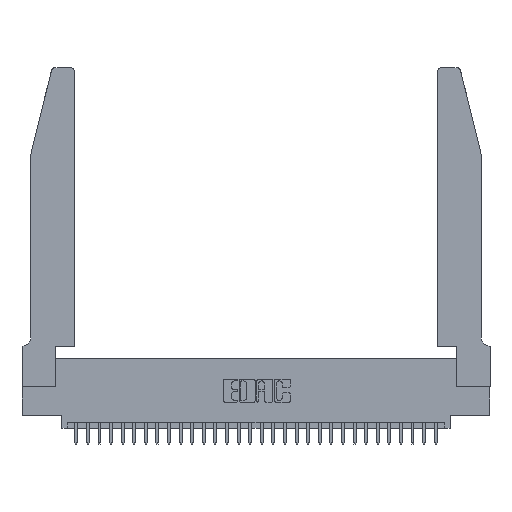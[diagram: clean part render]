
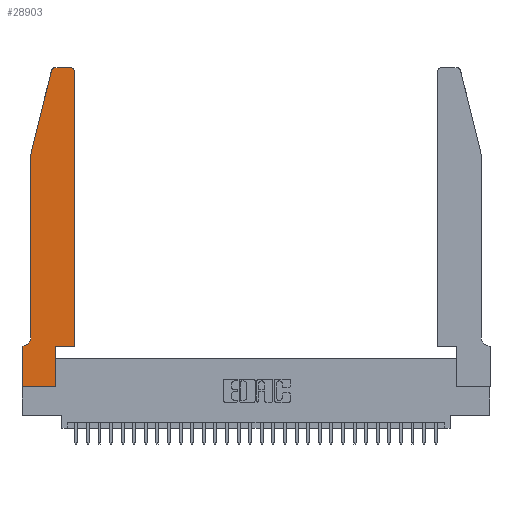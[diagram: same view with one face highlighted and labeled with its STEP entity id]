
A CAD part, top view. The second image highlights one B-rep face of the part: STEP entity #28903.
In plain terms, the highlighted planar face has unit normal (0, 0, 1).
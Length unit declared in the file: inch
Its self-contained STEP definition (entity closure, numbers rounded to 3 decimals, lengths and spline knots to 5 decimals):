
#419 = DIRECTION ( 'NONE',  ( 0., -1., 0. ) ) ;
#680 = VERTEX_POINT ( 'NONE', #18261 ) ;
#1128 = VERTEX_POINT ( 'NONE', #2964 ) ;
#1156 = CARTESIAN_POINT ( 'NONE',  ( 0.284, 2.75, 0.37 ) ) ;
#1862 = AXIS2_PLACEMENT_3D ( 'NONE', #30145, #27708, #3544 ) ;
#2020 = CARTESIAN_POINT ( 'NONE',  ( 0.4205, 2.75, 0.37 ) ) ;
#2109 = LINE ( 'NONE', #8359, #13829 ) ;
#2289 = VECTOR ( 'NONE', #4240, 39.37008 ) ;
#2413 = CARTESIAN_POINT ( 'NONE',  ( 0.4505, 0.35, 0.37 ) ) ;
#2452 = LINE ( 'NONE', #4331, #14529 ) ;
#2645 = VECTOR ( 'NONE', #419, 39.37008 ) ;
#2964 = CARTESIAN_POINT ( 'NONE',  ( 0., 0.35, 0.37 ) ) ;
#3395 = AXIS2_PLACEMENT_3D ( 'NONE', #11598, #23759, #30862 ) ;
#3544 = DIRECTION ( 'NONE',  ( 1., 0., 0. ) ) ;
#4166 = VERTEX_POINT ( 'NONE', #21674 ) ;
#4185 = VERTEX_POINT ( 'NONE', #2413 ) ;
#4220 = CIRCLE ( 'NONE', #29020, 0.03 ) ;
#4240 = DIRECTION ( 'NONE',  ( -1., 0., 0. ) ) ;
#4331 = CARTESIAN_POINT ( 'NONE',  ( 0.2865, 0.35, 0.37 ) ) ;
#4413 = LINE ( 'NONE', #30720, #18008 ) ;
#4551 = DIRECTION ( 'NONE',  ( 1., 0., 0. ) ) ;
#4868 = CARTESIAN_POINT ( 'NONE',  ( 0.284, 2.72, 0.37 ) ) ;
#5076 = ORIENTED_EDGE ( 'NONE', *, *, #31142, .T. ) ;
#5300 = LINE ( 'NONE', #9545, #10245 ) ;
#5351 = ORIENTED_EDGE ( 'NONE', *, *, #19288, .T. ) ;
#5716 = EDGE_CURVE ( 'NONE', #9903, #680, #2109, .T. ) ;
#6975 = DIRECTION ( 'NONE',  ( 1., 0., 0. ) ) ;
#7070 = DIRECTION ( 'NONE',  ( -1., 0., 0. ) ) ;
#7642 = VERTEX_POINT ( 'NONE', #2020 ) ;
#8359 = CARTESIAN_POINT ( 'NONE',  ( 0.0755, 2., 0.37 ) ) ;
#8573 = VERTEX_POINT ( 'NONE', #24161 ) ;
#9275 = ORIENTED_EDGE ( 'NONE', *, *, #21423, .T. ) ;
#9545 = CARTESIAN_POINT ( 'NONE',  ( 0., 0., 0.37 ) ) ;
#9741 = DIRECTION ( 'NONE',  ( 0., 0., 1. ) ) ;
#9790 = CARTESIAN_POINT ( 'NONE',  ( 0.4505, 2.72, 0.37 ) ) ;
#9903 = VERTEX_POINT ( 'NONE', #26615 ) ;
#10101 = CARTESIAN_POINT ( 'NONE',  ( 0., 0., 0.37 ) ) ;
#10142 = CARTESIAN_POINT ( 'NONE',  ( 0.0755, 0.35, 0.37 ) ) ;
#10245 = VECTOR ( 'NONE', #6975, 39.37008 ) ;
#10413 = VECTOR ( 'NONE', #27063, 39.37008 ) ;
#11012 = LINE ( 'NONE', #30844, #2289 ) ;
#11013 = VERTEX_POINT ( 'NONE', #9790 ) ;
#11598 = CARTESIAN_POINT ( 'NONE',  ( 0., 0.35, 0.37 ) ) ;
#11662 = DIRECTION ( 'NONE',  ( 0., 1., 0. ) ) ;
#12521 = ORIENTED_EDGE ( 'NONE', *, *, #19379, .T. ) ;
#13131 = LINE ( 'NONE', #10101, #16900 ) ;
#13675 = CARTESIAN_POINT ( 'NONE',  ( 0.2865, 0., 0.37 ) ) ;
#13829 = VECTOR ( 'NONE', #25303, 39.37008 ) ;
#14235 = CIRCLE ( 'NONE', #28807, 0.07 ) ;
#14529 = VECTOR ( 'NONE', #11662, 39.37008 ) ;
#14544 = EDGE_LOOP ( 'NONE', ( #14667, #29317, #28970, #12521, #9275, #28037, #15384, #5351, #20827, #16924, #23406, #5076 ) ) ;
#14667 = ORIENTED_EDGE ( 'NONE', *, *, #19064, .T. ) ;
#15384 = ORIENTED_EDGE ( 'NONE', *, *, #21102, .T. ) ;
#15505 = VERTEX_POINT ( 'NONE', #27797 ) ;
#16073 = LINE ( 'NONE', #22497, #26727 ) ;
#16134 = VERTEX_POINT ( 'NONE', #1156 ) ;
#16900 = VECTOR ( 'NONE', #24168, 39.37008 ) ;
#16924 = ORIENTED_EDGE ( 'NONE', *, *, #21697, .T. ) ;
#18008 = VECTOR ( 'NONE', #27980, 39.37008 ) ;
#18261 = CARTESIAN_POINT ( 'NONE',  ( 0.0755, 2., 0.37 ) ) ;
#19002 = DIRECTION ( 'NONE',  ( 0., 0., -1. ) ) ;
#19064 = EDGE_CURVE ( 'NONE', #7642, #16134, #11012, .T. ) ;
#19146 = PLANE ( 'NONE',  #3395 ) ;
#19288 = EDGE_CURVE ( 'NONE', #21879, #30610, #5300, .T. ) ;
#19379 = EDGE_CURVE ( 'NONE', #680, #4166, #23084, .T. ) ;
#20693 = CARTESIAN_POINT ( 'NONE',  ( 0., 0., 0.37 ) ) ;
#20827 = ORIENTED_EDGE ( 'NONE', *, *, #30874, .T. ) ;
#21102 = EDGE_CURVE ( 'NONE', #1128, #21879, #13131, .T. ) ;
#21378 = CIRCLE ( 'NONE', #1862, 0.03 ) ;
#21423 = EDGE_CURVE ( 'NONE', #4166, #8573, #14235, .T. ) ;
#21674 = CARTESIAN_POINT ( 'NONE',  ( 0.0755, 0.42, 0.37 ) ) ;
#21697 = EDGE_CURVE ( 'NONE', #15505, #4185, #16073, .T. ) ;
#21879 = VERTEX_POINT ( 'NONE', #20693 ) ;
#22299 = EDGE_CURVE ( 'NONE', #8573, #1128, #27079, .T. ) ;
#22497 = CARTESIAN_POINT ( 'NONE',  ( 0.4505, 0.35, 0.37 ) ) ;
#23084 = LINE ( 'NONE', #24252, #2645 ) ;
#23406 = ORIENTED_EDGE ( 'NONE', *, *, #24895, .T. ) ;
#23759 = DIRECTION ( 'NONE',  ( 0., 0., 1. ) ) ;
#24161 = CARTESIAN_POINT ( 'NONE',  ( 0.0055, 0.35, 0.37 ) ) ;
#24168 = DIRECTION ( 'NONE',  ( 0., -1., 0. ) ) ;
#24252 = CARTESIAN_POINT ( 'NONE',  ( 0.0755, 2., 0.37 ) ) ;
#24895 = EDGE_CURVE ( 'NONE', #4185, #11013, #4413, .T. ) ;
#24957 = DIRECTION ( 'NONE',  ( 1., 0., 0. ) ) ;
#25303 = DIRECTION ( 'NONE',  ( -0.239, -0.971, 0. ) ) ;
#26507 = FACE_OUTER_BOUND ( 'NONE', #14544, .T. ) ;
#26572 = CARTESIAN_POINT ( 'NONE',  ( 0.0055, 0.42, 0.37 ) ) ;
#26615 = CARTESIAN_POINT ( 'NONE',  ( 0.25487, 2.72718, 0.37 ) ) ;
#26727 = VECTOR ( 'NONE', #24957, 39.37008 ) ;
#27063 = DIRECTION ( 'NONE',  ( -1., 0., 0. ) ) ;
#27079 = LINE ( 'NONE', #10142, #10413 ) ;
#27607 = EDGE_CURVE ( 'NONE', #16134, #9903, #4220, .T. ) ;
#27708 = DIRECTION ( 'NONE',  ( 0., 0., 1. ) ) ;
#27797 = CARTESIAN_POINT ( 'NONE',  ( 0.2865, 0.35, 0.37 ) ) ;
#27980 = DIRECTION ( 'NONE',  ( 0., 1., 0. ) ) ;
#28037 = ORIENTED_EDGE ( 'NONE', *, *, #22299, .T. ) ;
#28807 = AXIS2_PLACEMENT_3D ( 'NONE', #26572, #19002, #7070 ) ;
#28903 = ADVANCED_FACE ( 'NONE', ( #26507 ), #19146, .T. ) ;
#28970 = ORIENTED_EDGE ( 'NONE', *, *, #5716, .T. ) ;
#29020 = AXIS2_PLACEMENT_3D ( 'NONE', #4868, #9741, #4551 ) ;
#29317 = ORIENTED_EDGE ( 'NONE', *, *, #27607, .T. ) ;
#30145 = CARTESIAN_POINT ( 'NONE',  ( 0.4205, 2.72, 0.37 ) ) ;
#30610 = VERTEX_POINT ( 'NONE', #13675 ) ;
#30720 = CARTESIAN_POINT ( 'NONE',  ( 0.4505, 0.35, 0.37 ) ) ;
#30844 = CARTESIAN_POINT ( 'NONE',  ( 0.2605, 2.75, 0.37 ) ) ;
#30862 = DIRECTION ( 'NONE',  ( 1., 0., 0. ) ) ;
#30874 = EDGE_CURVE ( 'NONE', #30610, #15505, #2452, .T. ) ;
#31142 = EDGE_CURVE ( 'NONE', #11013, #7642, #21378, .T. ) ;
